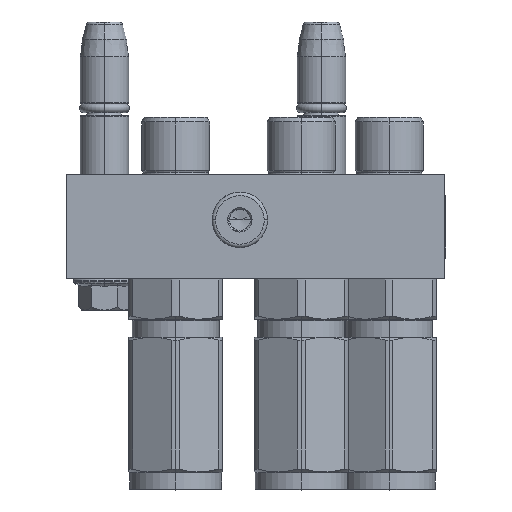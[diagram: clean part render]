
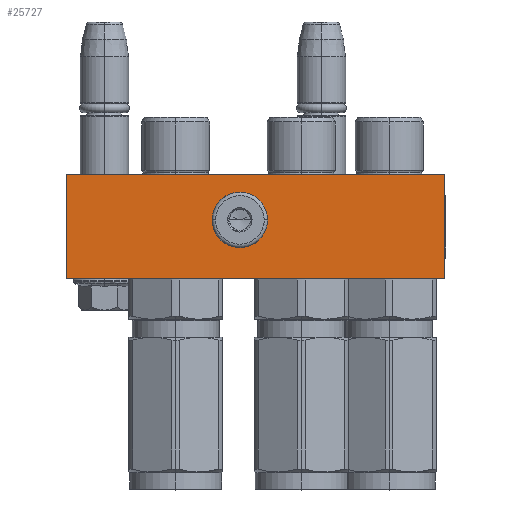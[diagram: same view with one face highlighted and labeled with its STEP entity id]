
A CAD part, front view. The second image highlights one B-rep face of the part: STEP entity #25727.
In plain terms, the highlighted face is planar.
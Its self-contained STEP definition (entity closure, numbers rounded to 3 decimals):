
#247 = ORIENTED_EDGE ( 'NONE', *, *, #29661, .T. ) ;
#898 = CARTESIAN_POINT ( 'NONE',  ( -9.553, 11.646, -50. ) ) ;
#1651 = LINE ( 'NONE', #47137, #14533 ) ;
#2415 = EDGE_LOOP ( 'NONE', ( #49581, #37036, #25495 ) ) ;
#2680 = VERTEX_POINT ( 'NONE', #18078 ) ;
#2999 = CARTESIAN_POINT ( 'NONE',  ( 0.72, 13.173, -50. ) ) ;
#3170 = CARTESIAN_POINT ( 'NONE',  ( 0.061, 15.63, -50. ) ) ;
#3294 = CARTESIAN_POINT ( 'NONE',  ( 0.446, 11.321, -50. ) ) ;
#3829 = CARTESIAN_POINT ( 'NONE',  ( -9.586, 14.185, -50. ) ) ;
#4530 = CARTESIAN_POINT ( 'NONE',  ( -5.865, 7.915, -50. ) ) ;
#5179 = CARTESIAN_POINT ( 'NONE',  ( -54.5, 30., -50. ) ) ;
#6510 = CARTESIAN_POINT ( 'NONE',  ( -7.707, 17.175, -50. ) ) ;
#6733 = CARTESIAN_POINT ( 'NONE',  ( -4.5, 7.78, -50. ) ) ;
#7163 = VERTEX_POINT ( 'NONE', #45409 ) ;
#7270 = CARTESIAN_POINT ( 'NONE',  ( 54.5, 0., -50. ) ) ;
#7439 = CARTESIAN_POINT ( 'NONE',  ( 0.388, 11.16, -50. ) ) ;
#8477 = CARTESIAN_POINT ( 'NONE',  ( -9.678, 12.317, -50. ) ) ;
#8605 = VERTEX_POINT ( 'NONE', #20575 ) ;
#8716 = CARTESIAN_POINT ( 'NONE',  ( -9.72, 13., -50. ) ) ;
#9976 = FACE_OUTER_BOUND ( 'NONE', #34176, .T. ) ;
#10176 = PLANE ( 'NONE',  #36702 ) ;
#10200 = EDGE_CURVE ( 'NONE', #2680, #28425, #1651, .T. ) ;
#10347 = DIRECTION ( 'NONE',  ( -1., 0., 0. ) ) ;
#11812 = LINE ( 'NONE', #7270, #38726 ) ;
#11934 = CARTESIAN_POINT ( 'NONE',  ( -8.675, 16.207, -50. ) ) ;
#12580 = B_SPLINE_CURVE_WITH_KNOTS ( 'NONE', 3,
 ( #14797, #2999, #27092, #34980, #46049, #22664, #49968, #3170, #49187, #38605, #15539, #32433, #19055, #39528, #23794, #31806, #6510, #11934, #18523, #24726, #22627, #15221, #3829, #15618, #34952, #15446 ),
 .UNSPECIFIED., .F., .F.,
 ( 4, 2, 2, 2, 2, 2, 2, 2, 2, 2, 2, 2, 4 ),
 ( 0., 0.031, 0.062, 0.125, 0.25, 0.375, 0.5, 0.625, 0.75, 0.875, 0.906, 0.937, 1. ),
 .UNSPECIFIED. ) ;
#14432 = DIRECTION ( 'NONE',  ( -1., 0., 0. ) ) ;
#14533 = VECTOR ( 'NONE', #15884, 1000. ) ;
#14797 = CARTESIAN_POINT ( 'NONE',  ( 0.72, 13., -50. ) ) ;
#15221 = CARTESIAN_POINT ( 'NONE',  ( -9.545, 14.353, -50. ) ) ;
#15446 = CARTESIAN_POINT ( 'NONE',  ( -9.72, 13., -50. ) ) ;
#15539 = CARTESIAN_POINT ( 'NONE',  ( -1.87, 17.56, -50. ) ) ;
#15618 = CARTESIAN_POINT ( 'NONE',  ( -9.686, 13.685, -50. ) ) ;
#15884 = DIRECTION ( 'NONE',  ( -1., 0., 0. ) ) ;
#17305 = FACE_BOUND ( 'NONE', #2415, .T. ) ;
#18078 = CARTESIAN_POINT ( 'NONE',  ( 54.5, 30., -50. ) ) ;
#18523 = CARTESIAN_POINT ( 'NONE',  ( -9.061, 15.629, -50. ) ) ;
#19055 = CARTESIAN_POINT ( 'NONE',  ( -3.815, 18.22, -50. ) ) ;
#19134 = DIRECTION ( 'NONE',  ( 0., 1., 0. ) ) ;
#20575 = CARTESIAN_POINT ( 'NONE',  ( -54.5, 0., -50. ) ) ;
#20576 = CARTESIAN_POINT ( 'NONE',  ( -7.707, 8.825, -50. ) ) ;
#21955 = EDGE_CURVE ( 'NONE', #28041, #2680, #22545, .T. ) ;
#22545 = LINE ( 'NONE', #44902, #46417 ) ;
#22627 = CARTESIAN_POINT ( 'NONE',  ( -9.446, 14.679, -50. ) ) ;
#22664 = CARTESIAN_POINT ( 'NONE',  ( 0.553, 14.354, -50. ) ) ;
#22957 = CARTESIAN_POINT ( 'NONE',  ( -1.87, 8.439, -50. ) ) ;
#23794 = CARTESIAN_POINT ( 'NONE',  ( -5.865, 18.084, -50. ) ) ;
#24356 = CARTESIAN_POINT ( 'NONE',  ( -9.061, 10.37, -50. ) ) ;
#24726 = CARTESIAN_POINT ( 'NONE',  ( -9.388, 14.84, -50. ) ) ;
#25061 = B_SPLINE_CURVE_WITH_KNOTS ( 'NONE', 3,
 ( #47567, #39891, #27925, #8477, #47738, #898, #47910, #24356, #35961, #20576, #28275, #4530, #47396, #32217 ),
 .UNSPECIFIED., .F., .F.,
 ( 4, 2, 2, 2, 2, 2, 4 ),
 ( 0., 0.031, 0.063, 0.125, 0.25, 0.375, 0.5 ),
 .UNSPECIFIED. ) ;
#25495 = ORIENTED_EDGE ( 'NONE', *, *, #46942, .T. ) ;
#25727 = ADVANCED_FACE ( 'NONE', ( #17305, #9976 ), #10176, .T. ) ;
#26073 = B_SPLINE_CURVE_WITH_KNOTS ( 'NONE', 3,
 ( #6733, #34069, #46347, #22957, #30647, #30822, #42234, #7439, #3294, #34411, #49922, #46166, #50613, #38139 ),
 .UNSPECIFIED., .F., .F.,
 ( 4, 2, 2, 2, 2, 2, 4 ),
 ( 0.5, 0.625, 0.75, 0.875, 0.906, 0.938, 1. ),
 .UNSPECIFIED. ) ;
#26491 = VERTEX_POINT ( 'NONE', #31016 ) ;
#27092 = CARTESIAN_POINT ( 'NONE',  ( 0.711, 13.344, -50. ) ) ;
#27728 = LINE ( 'NONE', #42533, #39941 ) ;
#27925 = CARTESIAN_POINT ( 'NONE',  ( -9.711, 12.656, -50. ) ) ;
#28041 = VERTEX_POINT ( 'NONE', #33600 ) ;
#28275 = CARTESIAN_POINT ( 'NONE',  ( -7.13, 8.44, -50. ) ) ;
#28425 = VERTEX_POINT ( 'NONE', #5179 ) ;
#28700 = ORIENTED_EDGE ( 'NONE', *, *, #21955, .F. ) ;
#29114 = ORIENTED_EDGE ( 'NONE', *, *, #10200, .F. ) ;
#29637 = ORIENTED_EDGE ( 'NONE', *, *, #50141, .T. ) ;
#29661 = EDGE_CURVE ( 'NONE', #8605, #28425, #27728, .T. ) ;
#30647 = CARTESIAN_POINT ( 'NONE',  ( -1.293, 8.825, -50. ) ) ;
#30822 = CARTESIAN_POINT ( 'NONE',  ( -0.325, 9.793, -50. ) ) ;
#31016 = CARTESIAN_POINT ( 'NONE',  ( -4.5, 7.78, -50. ) ) ;
#31806 = CARTESIAN_POINT ( 'NONE',  ( -7.13, 17.561, -50. ) ) ;
#32217 = CARTESIAN_POINT ( 'NONE',  ( -4.5, 7.78, -50. ) ) ;
#32433 = CARTESIAN_POINT ( 'NONE',  ( -3.135, 18.085, -50. ) ) ;
#33600 = CARTESIAN_POINT ( 'NONE',  ( 54.5, 0., -50. ) ) ;
#34069 = CARTESIAN_POINT ( 'NONE',  ( -3.815, 7.78, -50. ) ) ;
#34176 = EDGE_LOOP ( 'NONE', ( #247, #29114, #28700, #29637 ) ) ;
#34411 = CARTESIAN_POINT ( 'NONE',  ( 0.545, 11.647, -50. ) ) ;
#34952 = CARTESIAN_POINT ( 'NONE',  ( -9.719, 13.346, -50. ) ) ;
#34980 = CARTESIAN_POINT ( 'NONE',  ( 0.678, 13.683, -50. ) ) ;
#35961 = CARTESIAN_POINT ( 'NONE',  ( -8.675, 9.793, -50. ) ) ;
#36702 = AXIS2_PLACEMENT_3D ( 'NONE', #37319, #41393, #10347 ) ;
#37036 = ORIENTED_EDGE ( 'NONE', *, *, #41809, .T. ) ;
#37319 = CARTESIAN_POINT ( 'NONE',  ( 54.5, 0., -50. ) ) ;
#38139 = CARTESIAN_POINT ( 'NONE',  ( 0.72, 13., -50. ) ) ;
#38605 = CARTESIAN_POINT ( 'NONE',  ( -1.293, 17.175, -50. ) ) ;
#38726 = VECTOR ( 'NONE', #14432, 1000. ) ;
#39528 = CARTESIAN_POINT ( 'NONE',  ( -5.185, 18.22, -50. ) ) ;
#39891 = CARTESIAN_POINT ( 'NONE',  ( -9.72, 12.827, -50. ) ) ;
#39941 = VECTOR ( 'NONE', #19134, 1000. ) ;
#41393 = DIRECTION ( 'NONE',  ( 0., 0., -1. ) ) ;
#41457 = EDGE_CURVE ( 'NONE', #47670, #26491, #25061, .T. ) ;
#41809 = EDGE_CURVE ( 'NONE', #26491, #7163, #26073, .T. ) ;
#42234 = CARTESIAN_POINT ( 'NONE',  ( 0.061, 10.371, -50. ) ) ;
#42533 = CARTESIAN_POINT ( 'NONE',  ( -54.5, 0., -50. ) ) ;
#44902 = CARTESIAN_POINT ( 'NONE',  ( 54.5, 0., -50. ) ) ;
#45409 = CARTESIAN_POINT ( 'NONE',  ( 0.72, 13., -50. ) ) ;
#45420 = DIRECTION ( 'NONE',  ( 0., 1., 0. ) ) ;
#46049 = CARTESIAN_POINT ( 'NONE',  ( 0.653, 13.85, -50. ) ) ;
#46166 = CARTESIAN_POINT ( 'NONE',  ( 0.686, 12.315, -50. ) ) ;
#46347 = CARTESIAN_POINT ( 'NONE',  ( -3.135, 7.916, -50. ) ) ;
#46417 = VECTOR ( 'NONE', #45420, 1000. ) ;
#46942 = EDGE_CURVE ( 'NONE', #7163, #47670, #12580, .T. ) ;
#47137 = CARTESIAN_POINT ( 'NONE',  ( 54.5, 30., -50. ) ) ;
#47396 = CARTESIAN_POINT ( 'NONE',  ( -5.185, 7.78, -50. ) ) ;
#47567 = CARTESIAN_POINT ( 'NONE',  ( -9.72, 13., -50. ) ) ;
#47670 = VERTEX_POINT ( 'NONE', #8716 ) ;
#47738 = CARTESIAN_POINT ( 'NONE',  ( -9.653, 12.15, -50. ) ) ;
#47910 = CARTESIAN_POINT ( 'NONE',  ( -9.454, 11.319, -50. ) ) ;
#49187 = CARTESIAN_POINT ( 'NONE',  ( -0.325, 16.207, -50. ) ) ;
#49581 = ORIENTED_EDGE ( 'NONE', *, *, #41457, .T. ) ;
#49922 = CARTESIAN_POINT ( 'NONE',  ( 0.586, 11.815, -50. ) ) ;
#49968 = CARTESIAN_POINT ( 'NONE',  ( 0.454, 14.681, -50. ) ) ;
#50141 = EDGE_CURVE ( 'NONE', #28041, #8605, #11812, .T. ) ;
#50613 = CARTESIAN_POINT ( 'NONE',  ( 0.719, 12.654, -50. ) ) ;
